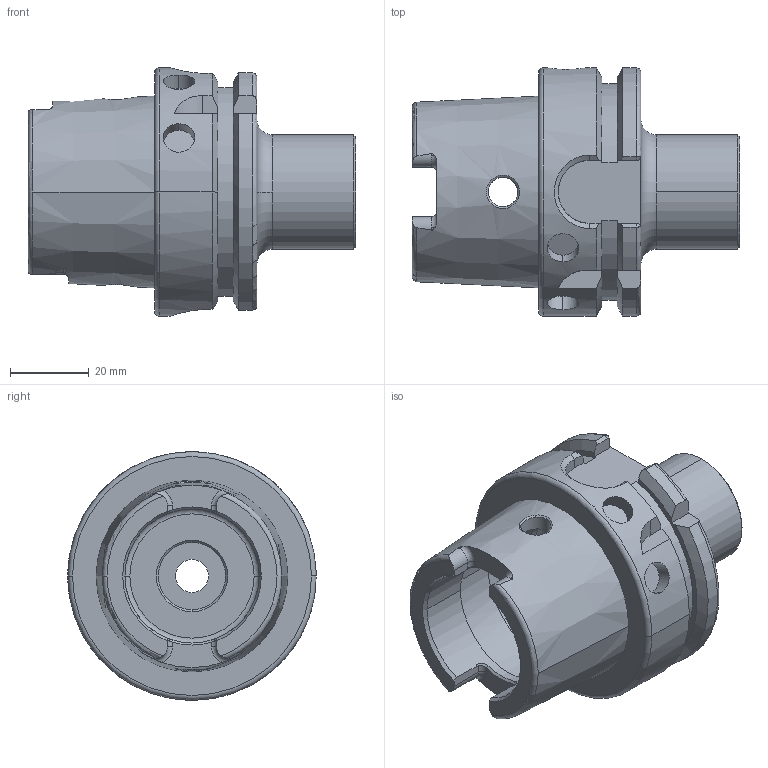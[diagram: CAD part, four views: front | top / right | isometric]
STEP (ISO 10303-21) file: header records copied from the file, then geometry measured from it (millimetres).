
FILE_DESCRIPTION (( 'STEP AP203' ), '1' );
FILE_NAME ('FWA063H-TMS16051.STEP', '2024-09-05T11:23:47', ( '' ), ( '' ), 'SwSTEP 2.0', 'SolidWorks 2024', '' );
FILE_SCHEMA (( 'CONFIG_CONTROL_DESIGN' ));
Length unit declared in the file: millimetre
Products named in the file (2): HSKA63TMS16051WW; FWA063H-TMS16051
Assembly tree (1 placements, depth 2):
  FWA063H-TMS16051
    HSKA63TMS16051WW
Bounding box: 83 x 63 x 63 mm (x, y, z)
Volume: 92782.8 mm3; surface area: 25830.8 mm2
Topology: 1 solids, 1 shells, 170 faces, 433 edges, 272 vertices
Faces by surface type: cylinder 55, plane 53, torus 25, cone 23, bspline 14
Entity records: 6779 total; most frequent: CARTESIAN_POINT 2616, ORIENTED_EDGE 862, DIRECTION 796, EDGE_CURVE 431, AXIS2_PLACEMENT_3D 323, VERTEX_POINT 272, EDGE_LOOP 185, FACE_OUTER_BOUND 170
